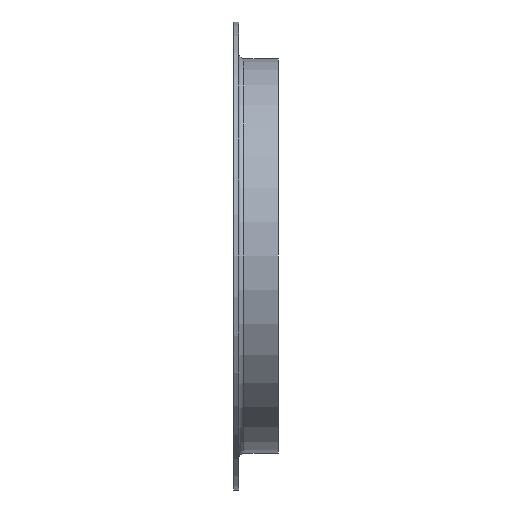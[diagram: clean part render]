
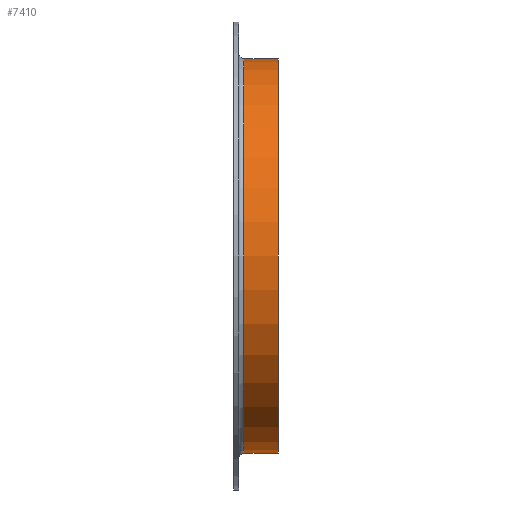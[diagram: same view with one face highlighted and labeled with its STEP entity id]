
A CAD part, front view. The second image highlights one B-rep face of the part: STEP entity #7410.
In plain terms, the highlighted cylindrical face has radius 154 mm (diameter 308 mm), a full revolution.
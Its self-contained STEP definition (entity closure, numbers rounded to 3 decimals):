
#1526 = EDGE_CURVE ( 'NONE', #10024, #10024, #11580, .T. ) ;
#1538 = FACE_OUTER_BOUND ( 'NONE', #15768, .T. ) ;
#1719 = ORIENTED_EDGE ( 'NONE', *, *, #3740, .T. ) ;
#3740 = EDGE_CURVE ( 'NONE', #5987, #5987, #9364, .T. ) ;
#3751 = CARTESIAN_POINT ( 'NONE',  ( 35., 0., 154. ) ) ;
#4468 = EDGE_LOOP ( 'NONE', ( #1719 ) ) ;
#5000 = DIRECTION ( 'NONE',  ( 0., 0., 1. ) ) ;
#5417 = DIRECTION ( 'NONE',  ( 0., 0., 1. ) ) ;
#5490 = FACE_OUTER_BOUND ( 'NONE', #4468, .T. ) ;
#5907 = DIRECTION ( 'NONE',  ( -1., 0., 0. ) ) ;
#5987 = VERTEX_POINT ( 'NONE', #3751 ) ;
#6713 = AXIS2_PLACEMENT_3D ( 'NONE', #9876, #5907, #5000 ) ;
#7410 = ADVANCED_FACE ( 'NONE', ( #1538, #5490 ), #13085, .T. ) ;
#7593 = AXIS2_PLACEMENT_3D ( 'NONE', #13000, #8071, #5417 ) ;
#8071 = DIRECTION ( 'NONE',  ( -1., 0., 0. ) ) ;
#8483 = CARTESIAN_POINT ( 'NONE',  ( 8., 0., 154. ) ) ;
#8563 = DIRECTION ( 'NONE',  ( 0., 0., 1. ) ) ;
#8708 = AXIS2_PLACEMENT_3D ( 'NONE', #11703, #11791, #8563 ) ;
#9364 = CIRCLE ( 'NONE', #6713, 154. ) ;
#9876 = CARTESIAN_POINT ( 'NONE',  ( 35., 0., 0. ) ) ;
#10024 = VERTEX_POINT ( 'NONE', #8483 ) ;
#11421 = ORIENTED_EDGE ( 'NONE', *, *, #1526, .T. ) ;
#11580 = CIRCLE ( 'NONE', #8708, 154. ) ;
#11703 = CARTESIAN_POINT ( 'NONE',  ( 8., 0., 0. ) ) ;
#11791 = DIRECTION ( 'NONE',  ( 1., 0., 0. ) ) ;
#13000 = CARTESIAN_POINT ( 'NONE',  ( 0., 0., 0. ) ) ;
#13085 = CYLINDRICAL_SURFACE ( 'NONE', #7593, 154. ) ;
#15768 = EDGE_LOOP ( 'NONE', ( #11421 ) ) ;
